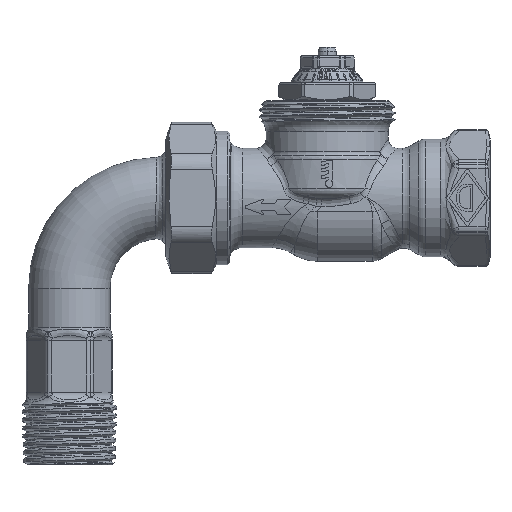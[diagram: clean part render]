
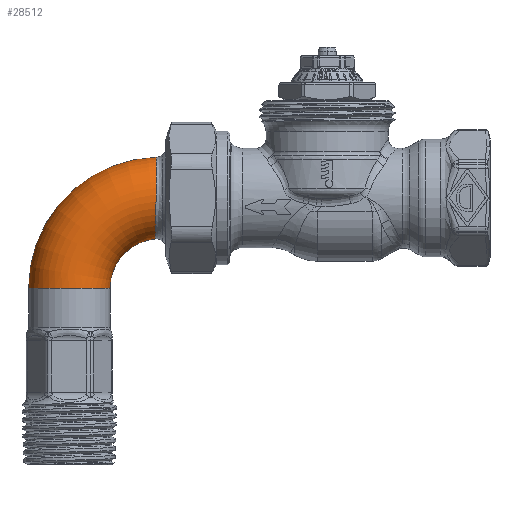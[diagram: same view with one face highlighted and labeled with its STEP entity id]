
A CAD part, top view. The second image highlights one B-rep face of the part: STEP entity #28512.
In plain terms, the highlighted toroidal (fillet/blend) face has major radius 20 mm and minor radius 9 mm.
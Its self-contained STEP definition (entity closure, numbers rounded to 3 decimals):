
#3693=CARTESIAN_POINT('',(-37.,-20.,0.));
#3694=DIRECTION('',(0.,0.,-1.));
#3695=DIRECTION('',(-1.,0.,0.));
#3696=AXIS2_PLACEMENT_3D('',#3693,#3694,#3695);
#3698=CARTESIAN_POINT('',(-37.97,-9.043,
0.));
#3733=CARTESIAN_POINT('',(-37.786,8.989,
0.));
#3777=CARTESIAN_POINT('',(-37.786,8.989,
0.));
#3778=CARTESIAN_POINT('',(-37.786,8.989,
0.286));
#3779=CARTESIAN_POINT('',(-37.786,8.962,
0.857));
#3780=CARTESIAN_POINT('',(-37.786,8.84,1.707));
#3781=CARTESIAN_POINT('',(-37.787,8.637,2.541));
#3782=CARTESIAN_POINT('',(-37.788,8.356,3.352));
#3783=CARTESIAN_POINT('',(-37.789,7.999,4.133));
#3784=CARTESIAN_POINT('',(-37.79,7.569,4.876));
#3785=CARTESIAN_POINT('',(-37.792,7.071,5.575));
#3786=CARTESIAN_POINT('',(-37.794,6.509,6.223));
#3787=CARTESIAN_POINT('',(-37.797,5.887,6.815));
#3788=CARTESIAN_POINT('',(-37.799,5.212,7.345));
#3789=CARTESIAN_POINT('',(-37.802,4.489,7.808));
#3790=CARTESIAN_POINT('',(-37.806,3.726,8.201));
#3791=CARTESIAN_POINT('',(-37.81,2.929,8.519));
#3792=CARTESIAN_POINT('',(-37.815,2.106,8.761));
#3793=CARTESIAN_POINT('',(-37.82,1.263,8.922));
#3794=CARTESIAN_POINT('',(-37.825,0.408,
9.004));
#3795=CARTESIAN_POINT('',(-37.832,-0.45,
9.003));
#3796=CARTESIAN_POINT('',(-37.838,-1.305,
8.921));
#3797=CARTESIAN_POINT('',(-37.846,-2.149,
8.759));
#3798=CARTESIAN_POINT('',(-37.854,-2.973,
8.517));
#3799=CARTESIAN_POINT('',(-37.863,-3.771,
8.197));
#3800=CARTESIAN_POINT('',(-37.873,-4.536,
7.803));
#3801=CARTESIAN_POINT('',(-37.884,-5.26,
7.339));
#3802=CARTESIAN_POINT('',(-37.895,-5.937,
6.807));
#3803=CARTESIAN_POINT('',(-37.906,-6.56,
6.214));
#3804=CARTESIAN_POINT('',(-37.918,-7.124,
5.564));
#3805=CARTESIAN_POINT('',(-37.929,-7.624,
4.864));
#3806=CARTESIAN_POINT('',(-37.94,-8.054,
4.12));
#3807=CARTESIAN_POINT('',(-37.95,-8.411,
3.339));
#3808=CARTESIAN_POINT('',(-37.958,-8.692,
2.53));
#3809=CARTESIAN_POINT('',(-37.965,-8.894,
1.699));
#3810=CARTESIAN_POINT('',(-37.969,-9.016,
0.853));
#3811=CARTESIAN_POINT('',(-37.97,-9.043,
0.284));
#3812=CARTESIAN_POINT('',(-37.97,-9.043,
0.));
#3856=CARTESIAN_POINT('',(-57.,-20.,0.));
#3857=DIRECTION('',(0.,-1.,0.));
#3858=DIRECTION('',(1.,0.,0.));
#3859=AXIS2_PLACEMENT_3D('',#3856,#3857,#3858);
#3861=CARTESIAN_POINT('',(-57.,-20.,0.));
#3862=DIRECTION('',(0.,-1.,0.));
#3863=DIRECTION('',(0.,0.,1.));
#3864=AXIS2_PLACEMENT_3D('',#3861,#3862,#3863);
#3866=CARTESIAN_POINT('',(-37.,-20.,0.));
#3867=DIRECTION('',(0.,0.,-1.));
#3868=DIRECTION('',(-1.,0.,0.));
#3869=AXIS2_PLACEMENT_3D('',#3866,#3867,#3868);
#22581=CARTESIAN_POINT('',(-66.,-20.,0.));
#22583=VERTEX_POINT('',#22581);
#22585=CARTESIAN_POINT('',(-48.,-20.,0.));
#22586=VERTEX_POINT('',#22585);
#22589=CARTESIAN_POINT('',(-57.,-20.,9.));
#22590=VERTEX_POINT('',#22589);
#22615=VERTEX_POINT('',#3698);
#22616=VERTEX_POINT('',#3733);
#28500=CARTESIAN_POINT('',(-37.,-20.,0.));
#28501=DIRECTION('',(0.,0.,-1.));
#28502=DIRECTION('',(1.,0.,0.));
#28503=AXIS2_PLACEMENT_3D('',#28500,#28501,#28502);
#28504=TOROIDAL_SURFACE('',#28503,20.,9.);
#28505=ORIENTED_EDGE('',*,*,#28491,.T.);
#28506=ORIENTED_EDGE('',*,*,#28246,.F.);
#28507=ORIENTED_EDGE('',*,*,#28213,.T.);
#28508=ORIENTED_EDGE('',*,*,#28211,.T.);
#28509=ORIENTED_EDGE('',*,*,#28242,.T.);
#28510=EDGE_LOOP('',(#28505,#28506,#28507,#28508,#28509));
#28511=FACE_OUTER_BOUND('',#28510,.F.);
#28512=ADVANCED_FACE('',(#28511),#28504,.T.);
#3697=CIRCLE('',#3696,11.);
#3813=B_SPLINE_CURVE_WITH_KNOTS('',3,(#3777,#3778,#3779,#3780,#3781,#3782,#3783,
#3784,#3785,#3786,#3787,#3788,#3789,#3790,#3791,#3792,#3793,#3794,#3795,#3796,
#3797,#3798,#3799,#3800,#3801,#3802,#3803,#3804,#3805,#3806,#3807,#3808,#3809,
#3810,#3811,#3812),.UNSPECIFIED.,.F.,.F.,(4,1,1,1,1,1,1,1,1,1,1,1,1,1,1,1,1,1,1,
1,1,1,1,1,1,1,1,1,1,1,1,1,1,4),(0.,0.03,0.061,
0.091,0.121,0.152,0.182,
0.212,0.242,0.273,0.303,
0.333,0.364,0.394,0.424,
0.455,0.485,0.515,0.545,
0.576,0.606,0.636,0.667,
0.697,0.727,0.758,0.788,
0.818,0.848,0.879,0.909,
0.939,0.97,1.),.UNSPECIFIED.);
#3860=CIRCLE('',#3859,9.);
#3865=CIRCLE('',#3864,9.);
#3870=CIRCLE('',#3869,29.);
#28211=EDGE_CURVE('',#22590,#22583,#3865,.T.);
#28213=EDGE_CURVE('',#22586,#22590,#3860,.T.);
#28242=EDGE_CURVE('',#22583,#22616,#3870,.T.);
#28246=EDGE_CURVE('',#22586,#22615,#3697,.T.);
#28491=EDGE_CURVE('',#22616,#22615,#3813,.T.);
